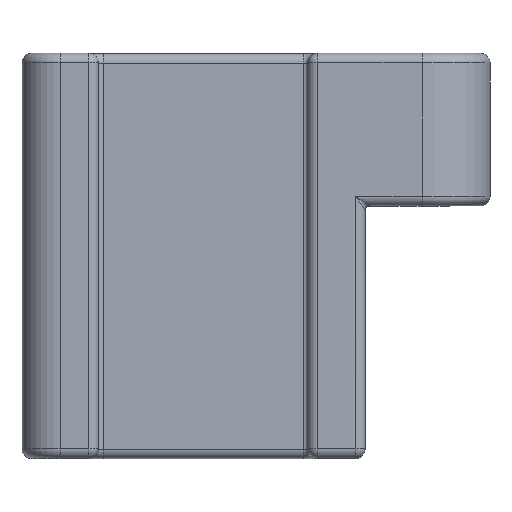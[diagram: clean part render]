
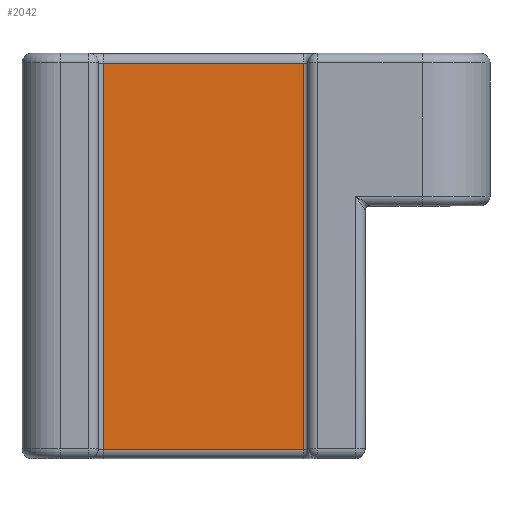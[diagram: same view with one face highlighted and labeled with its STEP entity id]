
A CAD part, top view. The second image highlights one B-rep face of the part: STEP entity #2042.
In plain terms, the highlighted planar face has unit normal (0, 0, 1).
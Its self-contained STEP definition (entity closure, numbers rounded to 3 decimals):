
#268=FACE_OUTER_BOUND('',#394,.T.);
#394=EDGE_LOOP('',(#1833,#1834,#1835,#1836));
#574=LINE('',#3363,#783);
#580=LINE('',#3400,#789);
#582=LINE('',#3403,#791);
#604=LINE('',#3505,#813);
#783=VECTOR('',#2639,10.);
#789=VECTOR('',#2685,10.);
#791=VECTOR('',#2689,10.);
#813=VECTOR('',#2831,10.);
#955=VERTEX_POINT('',#3342);
#959=VERTEX_POINT('',#3354);
#964=VERTEX_POINT('',#3367);
#972=VERTEX_POINT('',#3393);
#1204=EDGE_CURVE('',#959,#955,#574,.T.);
#1223=EDGE_CURVE('',#964,#972,#580,.T.);
#1225=EDGE_CURVE('',#972,#959,#582,.T.);
#1279=EDGE_CURVE('',#955,#964,#604,.T.);
#1833=ORIENTED_EDGE('',*,*,#1223,.F.);
#1834=ORIENTED_EDGE('',*,*,#1279,.F.);
#1835=ORIENTED_EDGE('',*,*,#1204,.F.);
#1836=ORIENTED_EDGE('',*,*,#1225,.F.);
#1923=PLANE('',#2251);
#2042=ADVANCED_FACE('',(#268),#1923,.T.);
#2251=AXIS2_PLACEMENT_3D('',#3515,#2847,#2848);
#2639=DIRECTION('',(0.,1.,0.));
#2685=DIRECTION('',(0.,-1.,0.));
#2689=DIRECTION('',(-1.,0.,0.));
#2831=DIRECTION('',(1.,0.,0.));
#2847=DIRECTION('center_axis',(0.,0.,1.));
#2848=DIRECTION('ref_axis',(-1.,0.,0.));
#3342=CARTESIAN_POINT('',(-15.25,-21.25,0.1));
#3354=CARTESIAN_POINT('',(-15.25,-41.5,0.1));
#3363=CARTESIAN_POINT('',(-15.25,-20.75,0.1));
#3367=CARTESIAN_POINT('',(-4.75,-21.25,0.1));
#3393=CARTESIAN_POINT('',(-4.75,-41.5,0.1));
#3400=CARTESIAN_POINT('',(-4.75,-20.75,0.1));
#3403=CARTESIAN_POINT('',(-5.863,-41.5,0.1));
#3505=CARTESIAN_POINT('',(-5.863,-21.25,0.1));
#3515=CARTESIAN_POINT('Origin',(-4.5,-20.75,0.1));
